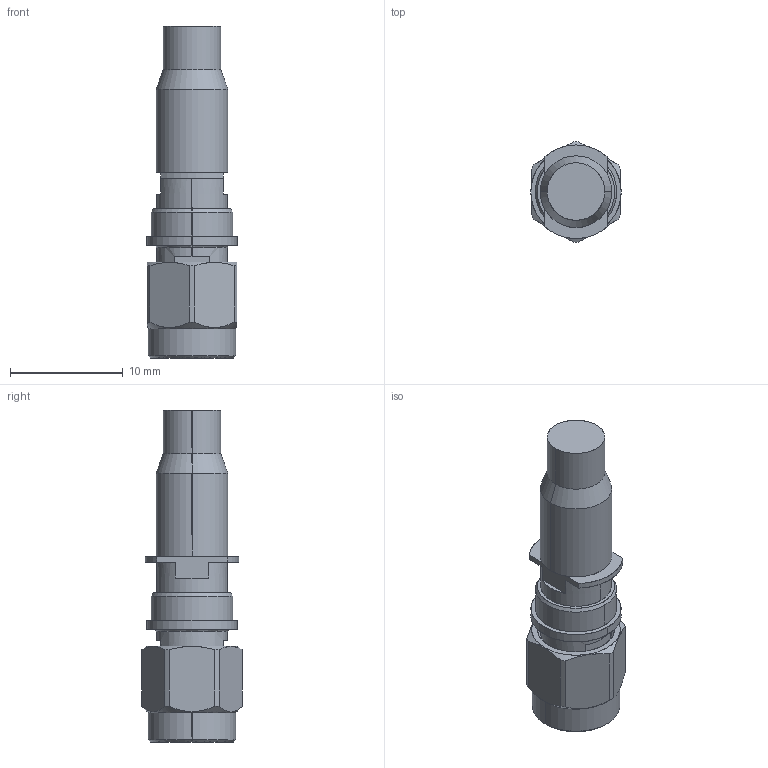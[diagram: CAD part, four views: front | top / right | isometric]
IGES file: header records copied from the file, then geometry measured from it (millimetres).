
Start section: SolidWorks IGES file using analytic representation for surfaces
Global section: file name: R125.079.001E.IGS; native system: SolidWorks 2014; preprocessor: SolidWorks 2014; author: RAYMOND_G; date: 140820.111710; units: millimetre
Bounding box: 8 x 8.9 x 29.43 mm (x, y, z)
Surface area: 1030.3 mm2 (no closed solid volume)
Topology: 0 solids, 0 shells, 96 faces, 1232 edges, 1232 vertices
Faces by surface type: revolution 58, bspline 38
